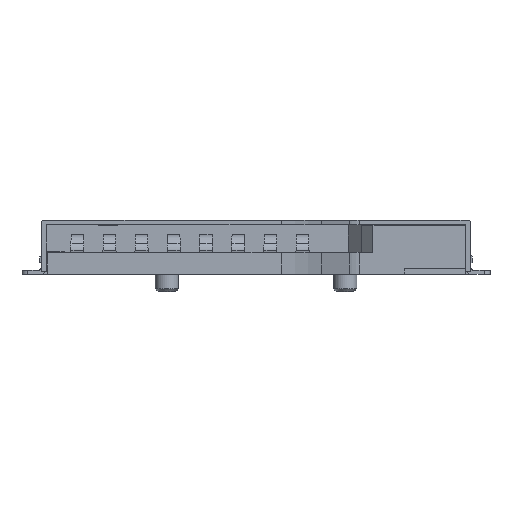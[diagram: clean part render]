
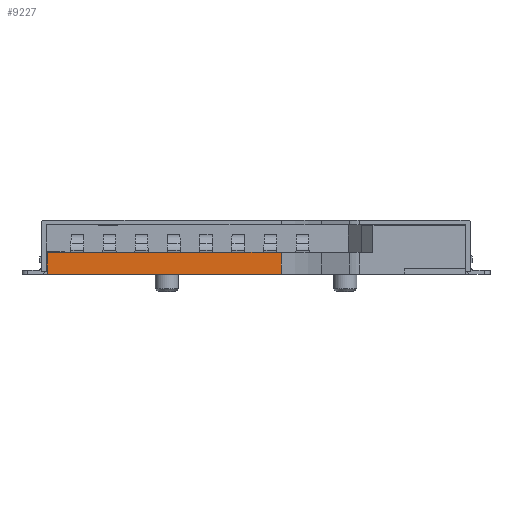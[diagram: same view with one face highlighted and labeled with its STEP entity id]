
A CAD part, front view. The second image highlights one B-rep face of the part: STEP entity #9227.
In plain terms, the highlighted planar face has unit normal (0, -1, 0).
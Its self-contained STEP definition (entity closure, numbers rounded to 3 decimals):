
#401 = PLANE('',#402);
#402 = AXIS2_PLACEMENT_3D('',#403,#404,#405);
#403 = CARTESIAN_POINT('',(-6.79,7.56,-0.85));
#404 = DIRECTION('',(-1.,0.,0.));
#405 = DIRECTION('',(0.,-1.,0.));
#873 = PLANE('',#874);
#874 = AXIS2_PLACEMENT_3D('',#875,#876,#877);
#875 = CARTESIAN_POINT('',(2.49,-5.25,-0.85));
#876 = DIRECTION('',(0.,0.,-1.));
#877 = DIRECTION('',(-1.,0.,0.));
#1399 = PLANE('',#1400);
#1400 = AXIS2_PLACEMENT_3D('',#1401,#1402,#1403);
#1401 = CARTESIAN_POINT('',(-6.21,-7.64,-0.1));
#1402 = DIRECTION('',(0.,0.,-1.));
#1403 = DIRECTION('',(1.,0.,0.));
#1475 = VERTEX_POINT('',#1476);
#1476 = CARTESIAN_POINT('',(-6.79,-6.29,-0.1));
#1497 = EDGE_CURVE('',#1498,#1475,#1500,.T.);
#1498 = VERTEX_POINT('',#1499);
#1499 = CARTESIAN_POINT('',(1.209,-6.29,-0.1));
#1500 = SURFACE_CURVE('',#1501,(#1505,#1512),.PCURVE_S1.);
#1501 = LINE('',#1502,#1503);
#1502 = CARTESIAN_POINT('',(0.,-6.29,-0.1));
#1503 = VECTOR('',#1504,1.);
#1504 = DIRECTION('',(-1.,0.,0.));
#1505 = PCURVE('',#1399,#1506);
#1506 = DEFINITIONAL_REPRESENTATION('',(#1507),#1511);
#1507 = LINE('',#1508,#1509);
#1508 = CARTESIAN_POINT('',(6.21,-1.35));
#1509 = VECTOR('',#1510,1.);
#1510 = DIRECTION('',(-1.,0.));
#1511 = ( GEOMETRIC_REPRESENTATION_CONTEXT(2) 
PARAMETRIC_REPRESENTATION_CONTEXT() REPRESENTATION_CONTEXT('2D SPACE',''
  ) );
#1512 = PCURVE('',#1513,#1518);
#1513 = PLANE('',#1514);
#1514 = AXIS2_PLACEMENT_3D('',#1515,#1516,#1517);
#1515 = CARTESIAN_POINT('',(-7.979,-6.29,1.));
#1516 = DIRECTION('',(0.,-1.,0.));
#1517 = DIRECTION('',(-1.,0.,0.));
#1518 = DEFINITIONAL_REPRESENTATION('',(#1519),#1523);
#1519 = LINE('',#1520,#1521);
#1520 = CARTESIAN_POINT('',(-7.979,1.1));
#1521 = VECTOR('',#1522,1.);
#1522 = DIRECTION('',(1.,0.));
#1523 = ( GEOMETRIC_REPRESENTATION_CONTEXT(2) 
PARAMETRIC_REPRESENTATION_CONTEXT() REPRESENTATION_CONTEXT('2D SPACE',''
  ) );
#1546 = CYLINDRICAL_SURFACE('',#1547,4.);
#1547 = AXIS2_PLACEMENT_3D('',#1548,#1549,#1550);
#1548 = CARTESIAN_POINT('',(1.209,-10.29,0.));
#1549 = DIRECTION('',(0.,0.,1.));
#1550 = DIRECTION('',(1.,0.,-0.));
#9227 = ADVANCED_FACE('',(#9228),#1513,.T.);
#9228 = FACE_BOUND('',#9229,.T.);
#9229 = EDGE_LOOP('',(#9230,#9255,#9276,#9277));
#9230 = ORIENTED_EDGE('',*,*,#9231,.F.);
#9231 = EDGE_CURVE('',#9232,#9234,#9236,.T.);
#9232 = VERTEX_POINT('',#9233);
#9233 = CARTESIAN_POINT('',(1.209,-6.29,-0.85));
#9234 = VERTEX_POINT('',#9235);
#9235 = CARTESIAN_POINT('',(-6.79,-6.29,-0.85));
#9236 = SURFACE_CURVE('',#9237,(#9241,#9248),.PCURVE_S1.);
#9237 = LINE('',#9238,#9239);
#9238 = CARTESIAN_POINT('',(0.,-6.29,-0.85));
#9239 = VECTOR('',#9240,1.);
#9240 = DIRECTION('',(-1.,0.,0.));
#9241 = PCURVE('',#1513,#9242);
#9242 = DEFINITIONAL_REPRESENTATION('',(#9243),#9247);
#9243 = LINE('',#9244,#9245);
#9244 = CARTESIAN_POINT('',(-7.979,1.85));
#9245 = VECTOR('',#9246,1.);
#9246 = DIRECTION('',(1.,0.));
#9247 = ( GEOMETRIC_REPRESENTATION_CONTEXT(2) 
PARAMETRIC_REPRESENTATION_CONTEXT() REPRESENTATION_CONTEXT('2D SPACE',''
  ) );
#9248 = PCURVE('',#873,#9249);
#9249 = DEFINITIONAL_REPRESENTATION('',(#9250),#9254);
#9250 = LINE('',#9251,#9252);
#9251 = CARTESIAN_POINT('',(2.49,-1.04));
#9252 = VECTOR('',#9253,1.);
#9253 = DIRECTION('',(1.,0.));
#9254 = ( GEOMETRIC_REPRESENTATION_CONTEXT(2) 
PARAMETRIC_REPRESENTATION_CONTEXT() REPRESENTATION_CONTEXT('2D SPACE',''
  ) );
#9255 = ORIENTED_EDGE('',*,*,#9256,.F.);
#9256 = EDGE_CURVE('',#1498,#9232,#9257,.T.);
#9257 = SURFACE_CURVE('',#9258,(#9262,#9269),.PCURVE_S1.);
#9258 = LINE('',#9259,#9260);
#9259 = CARTESIAN_POINT('',(1.209,-6.29,0.));
#9260 = VECTOR('',#9261,1.);
#9261 = DIRECTION('',(0.,0.,-1.));
#9262 = PCURVE('',#1513,#9263);
#9263 = DEFINITIONAL_REPRESENTATION('',(#9264),#9268);
#9264 = LINE('',#9265,#9266);
#9265 = CARTESIAN_POINT('',(-9.187,1.));
#9266 = VECTOR('',#9267,1.);
#9267 = DIRECTION('',(-0.,1.));
#9268 = ( GEOMETRIC_REPRESENTATION_CONTEXT(2) 
PARAMETRIC_REPRESENTATION_CONTEXT() REPRESENTATION_CONTEXT('2D SPACE',''
  ) );
#9269 = PCURVE('',#1546,#9270);
#9270 = DEFINITIONAL_REPRESENTATION('',(#9271),#9275);
#9271 = LINE('',#9272,#9273);
#9272 = CARTESIAN_POINT('',(1.571,0.));
#9273 = VECTOR('',#9274,1.);
#9274 = DIRECTION('',(0.,-1.));
#9275 = ( GEOMETRIC_REPRESENTATION_CONTEXT(2) 
PARAMETRIC_REPRESENTATION_CONTEXT() REPRESENTATION_CONTEXT('2D SPACE',''
  ) );
#9276 = ORIENTED_EDGE('',*,*,#1497,.T.);
#9277 = ORIENTED_EDGE('',*,*,#9278,.F.);
#9278 = EDGE_CURVE('',#9234,#1475,#9279,.T.);
#9279 = SURFACE_CURVE('',#9280,(#9284,#9291),.PCURVE_S1.);
#9280 = LINE('',#9281,#9282);
#9281 = CARTESIAN_POINT('',(-6.79,-6.29,0.));
#9282 = VECTOR('',#9283,1.);
#9283 = DIRECTION('',(0.,0.,1.));
#9284 = PCURVE('',#1513,#9285);
#9285 = DEFINITIONAL_REPRESENTATION('',(#9286),#9290);
#9286 = LINE('',#9287,#9288);
#9287 = CARTESIAN_POINT('',(-1.189,1.));
#9288 = VECTOR('',#9289,1.);
#9289 = DIRECTION('',(0.,-1.));
#9290 = ( GEOMETRIC_REPRESENTATION_CONTEXT(2) 
PARAMETRIC_REPRESENTATION_CONTEXT() REPRESENTATION_CONTEXT('2D SPACE',''
  ) );
#9291 = PCURVE('',#401,#9292);
#9292 = DEFINITIONAL_REPRESENTATION('',(#9293),#9297);
#9293 = LINE('',#9294,#9295);
#9294 = CARTESIAN_POINT('',(13.85,0.85));
#9295 = VECTOR('',#9296,1.);
#9296 = DIRECTION('',(0.,1.));
#9297 = ( GEOMETRIC_REPRESENTATION_CONTEXT(2) 
PARAMETRIC_REPRESENTATION_CONTEXT() REPRESENTATION_CONTEXT('2D SPACE',''
  ) );
